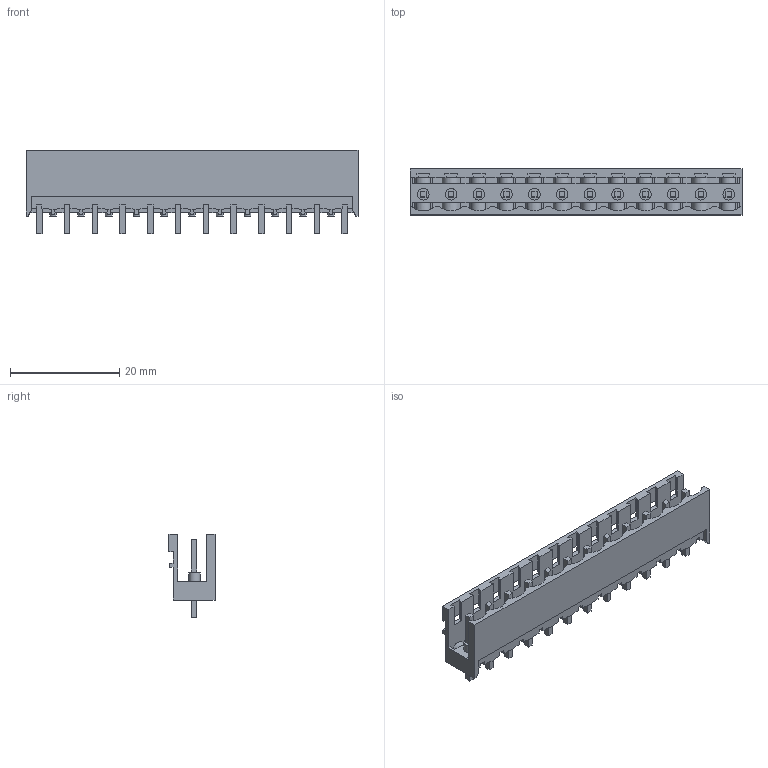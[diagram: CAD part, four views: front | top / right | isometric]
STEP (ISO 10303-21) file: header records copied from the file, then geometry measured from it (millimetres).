
FILE_DESCRIPTION(('CATIA V5 STEP Exchange','CAx-IF Rec.Pracs.--- Model Styling and Organization---1.2---2011-12-15'),'2;1');
FILE_NAME ('D1457004_0', '2018-03-21T09:55:24+00:00', ('none'), ('Weidmueller'), 'CATIA Version 5-6 Release 2014', 'CATIA V5 STEP AP214', 'none');
FILE_SCHEMA(('AUTOMOTIVE_DESIGN { 1 0 10303 214 1 1 1 1 }'));
Length unit declared in the file: millimetre
Products named in the file (1): 1838080000
Bounding box: 60.76 x 8.43 x 15.2 mm (x, y, z)
Volume: 2088.5 mm3; surface area: 5154.9 mm2
Topology: 13 solids, 13 shells, 700 faces, 2230 edges, 1532 vertices
Faces by surface type: plane 575, cylinder 113, extrusion 12
Entity records: 25100 total; most frequent: CARTESIAN_POINT 5627, ORIENTED_EDGE 4460, DIRECTION 3388, EDGE_CURVE 2230, VECTOR 1809, LINE 1797, VERTEX_POINT 1532, AXIS2_PLACEMENT_3D 891
